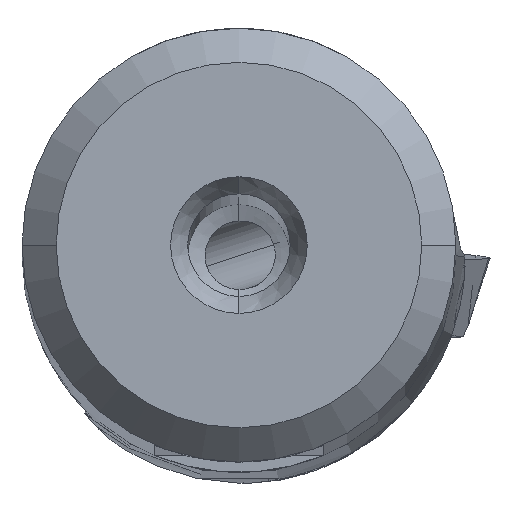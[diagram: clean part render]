
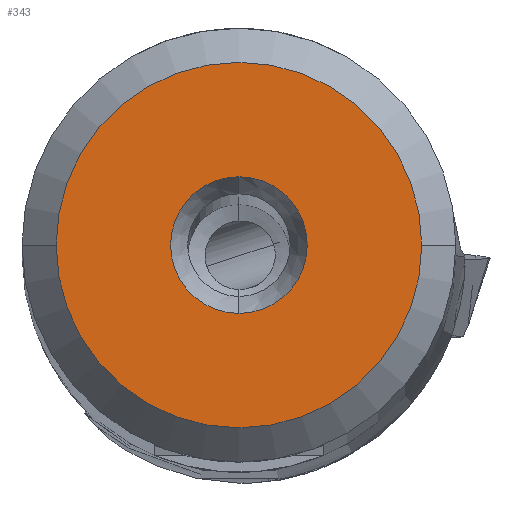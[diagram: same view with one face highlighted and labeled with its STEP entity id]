
A CAD part, top view. The second image highlights one B-rep face of the part: STEP entity #343.
In plain terms, the highlighted planar face has unit normal (0, 0, 1).
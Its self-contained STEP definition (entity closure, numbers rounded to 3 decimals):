
#343=ADVANCED_FACE('',(#484,#485),#450,.T.);
#450=PLANE('',#2242);
#484=FACE_BOUND('',#512,.T.);
#485=FACE_BOUND('',#513,.T.);
#512=EDGE_LOOP('',(#684,#685,#686,#687));
#513=EDGE_LOOP('',(#688,#689));
#684=ORIENTED_EDGE('',*,*,#1492,.F.);
#685=ORIENTED_EDGE('',*,*,#1493,.F.);
#686=ORIENTED_EDGE('',*,*,#1494,.F.);
#687=ORIENTED_EDGE('',*,*,#1495,.F.);
#688=ORIENTED_EDGE('',*,*,#1496,.F.);
#689=ORIENTED_EDGE('',*,*,#1497,.F.);
#1272=VERTEX_POINT('',#3160);
#1273=VERTEX_POINT('',#3161);
#1274=VERTEX_POINT('',#3163);
#1275=VERTEX_POINT('',#3165);
#1276=VERTEX_POINT('',#3168);
#1277=VERTEX_POINT('',#3169);
#1492=EDGE_CURVE('',#1272,#1273,#1793,.T.);
#1493=EDGE_CURVE('',#1274,#1272,#1794,.T.);
#1494=EDGE_CURVE('',#1275,#1274,#1795,.T.);
#1495=EDGE_CURVE('',#1273,#1275,#1796,.T.);
#1496=EDGE_CURVE('',#1276,#1277,#1797,.T.);
#1497=EDGE_CURVE('',#1277,#1276,#1798,.T.);
#1793=CIRCLE('',#2236,5.35);
#1794=CIRCLE('',#2237,5.35);
#1795=CIRCLE('',#2238,5.35);
#1796=CIRCLE('',#2239,5.35);
#1797=CIRCLE('',#2240,2.);
#1798=CIRCLE('',#2241,2.);
#2236=AXIS2_PLACEMENT_3D('',#3159,#2553,#2554);
#2237=AXIS2_PLACEMENT_3D('',#3162,#2555,#2556);
#2238=AXIS2_PLACEMENT_3D('',#3164,#2557,#2558);
#2239=AXIS2_PLACEMENT_3D('',#3166,#2559,#2560);
#2240=AXIS2_PLACEMENT_3D('',#3167,#2561,#2562);
#2241=AXIS2_PLACEMENT_3D('',#3170,#2563,#2564);
#2242=AXIS2_PLACEMENT_3D('',#3171,#2565,#2566);
#2553=DIRECTION('',(0.,0.,-1.));
#2554=DIRECTION('',(0.,1.,0.));
#2555=DIRECTION('',(0.,0.,-1.));
#2556=DIRECTION('',(-1.,0.,0.));
#2557=DIRECTION('',(0.,0.,-1.));
#2558=DIRECTION('',(0.,-1.,0.));
#2559=DIRECTION('',(0.,0.,-1.));
#2560=DIRECTION('',(1.,0.,0.));
#2561=DIRECTION('',(0.,0.,1.));
#2562=DIRECTION('',(0.,-1.,0.));
#2563=DIRECTION('',(0.,0.,1.));
#2564=DIRECTION('',(0.,1.,0.));
#2565=DIRECTION('',(0.,0.,1.));
#2566=DIRECTION('',(1.,0.,0.));
#3159=CARTESIAN_POINT('',(0.,0.,0.));
#3160=CARTESIAN_POINT('',(0.,5.35,0.));
#3161=CARTESIAN_POINT('',(5.35,0.,0.));
#3162=CARTESIAN_POINT('',(0.,0.,0.));
#3163=CARTESIAN_POINT('',(-5.35,0.,0.));
#3164=CARTESIAN_POINT('',(0.,0.,0.));
#3165=CARTESIAN_POINT('',(0.,-5.35,0.));
#3166=CARTESIAN_POINT('',(0.,0.,0.));
#3167=CARTESIAN_POINT('',(0.,0.,0.));
#3168=CARTESIAN_POINT('',(0.,-2.,0.));
#3169=CARTESIAN_POINT('',(0.,2.,0.));
#3170=CARTESIAN_POINT('',(0.,0.,0.));
#3171=CARTESIAN_POINT('',(0.,0.,0.));
